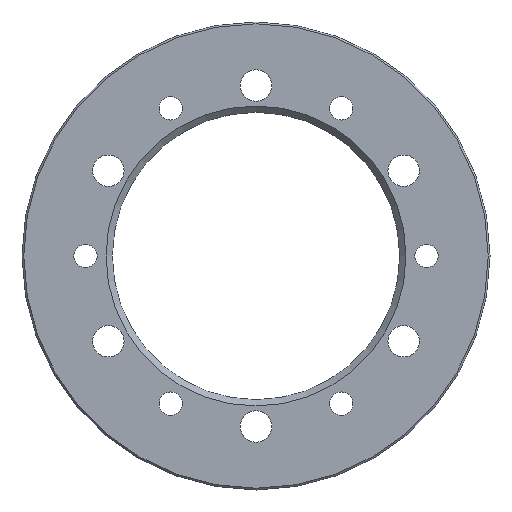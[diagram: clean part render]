
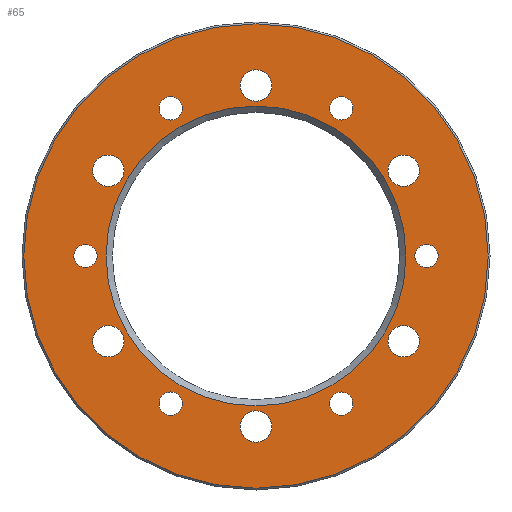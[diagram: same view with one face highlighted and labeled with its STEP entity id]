
A CAD part, left-side view. The second image highlights one B-rep face of the part: STEP entity #65.
In plain terms, the highlighted planar face has unit normal (-1, 0, 0).
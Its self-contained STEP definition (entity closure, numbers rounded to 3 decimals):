
#44=PLANE('',#452);
#65=ADVANCED_FACE('',(#110,#111,#112,#113,#114,#115,#116,#117,#118,#119,
#120,#121,#122,#123),#44,.T.);
#110=FACE_BOUND('',#182,.T.);
#111=FACE_BOUND('',#183,.T.);
#112=FACE_BOUND('',#184,.T.);
#113=FACE_BOUND('',#185,.T.);
#114=FACE_BOUND('',#186,.T.);
#115=FACE_BOUND('',#187,.T.);
#116=FACE_BOUND('',#188,.T.);
#117=FACE_BOUND('',#189,.T.);
#118=FACE_BOUND('',#190,.T.);
#119=FACE_BOUND('',#191,.T.);
#120=FACE_BOUND('',#192,.T.);
#121=FACE_BOUND('',#193,.T.);
#122=FACE_BOUND('',#194,.T.);
#123=FACE_BOUND('',#195,.T.);
#182=EDGE_LOOP('',(#254));
#183=EDGE_LOOP('',(#255));
#184=EDGE_LOOP('',(#256));
#185=EDGE_LOOP('',(#257));
#186=EDGE_LOOP('',(#258));
#187=EDGE_LOOP('',(#259));
#188=EDGE_LOOP('',(#260));
#189=EDGE_LOOP('',(#261));
#190=EDGE_LOOP('',(#262));
#191=EDGE_LOOP('',(#263));
#192=EDGE_LOOP('',(#264));
#193=EDGE_LOOP('',(#265));
#194=EDGE_LOOP('',(#266));
#195=EDGE_LOOP('',(#267));
#254=ORIENTED_EDGE('',*,*,#361,.T.);
#255=ORIENTED_EDGE('',*,*,#362,.T.);
#256=ORIENTED_EDGE('',*,*,#363,.T.);
#257=ORIENTED_EDGE('',*,*,#364,.T.);
#258=ORIENTED_EDGE('',*,*,#365,.T.);
#259=ORIENTED_EDGE('',*,*,#366,.T.);
#260=ORIENTED_EDGE('',*,*,#367,.T.);
#261=ORIENTED_EDGE('',*,*,#368,.T.);
#262=ORIENTED_EDGE('',*,*,#369,.T.);
#263=ORIENTED_EDGE('',*,*,#370,.T.);
#264=ORIENTED_EDGE('',*,*,#371,.T.);
#265=ORIENTED_EDGE('',*,*,#372,.T.);
#266=ORIENTED_EDGE('',*,*,#373,.T.);
#267=ORIENTED_EDGE('',*,*,#374,.T.);
#325=VERTEX_POINT('',#641);
#326=VERTEX_POINT('',#643);
#327=VERTEX_POINT('',#645);
#328=VERTEX_POINT('',#647);
#329=VERTEX_POINT('',#649);
#330=VERTEX_POINT('',#651);
#331=VERTEX_POINT('',#653);
#332=VERTEX_POINT('',#655);
#333=VERTEX_POINT('',#657);
#334=VERTEX_POINT('',#659);
#335=VERTEX_POINT('',#661);
#336=VERTEX_POINT('',#663);
#337=VERTEX_POINT('',#665);
#338=VERTEX_POINT('',#667);
#361=EDGE_CURVE('',#325,#325,#397,.T.);
#362=EDGE_CURVE('',#326,#326,#398,.T.);
#363=EDGE_CURVE('',#327,#327,#399,.T.);
#364=EDGE_CURVE('',#328,#328,#400,.T.);
#365=EDGE_CURVE('',#329,#329,#401,.T.);
#366=EDGE_CURVE('',#330,#330,#402,.T.);
#367=EDGE_CURVE('',#331,#331,#403,.T.);
#368=EDGE_CURVE('',#332,#332,#404,.T.);
#369=EDGE_CURVE('',#333,#333,#405,.T.);
#370=EDGE_CURVE('',#334,#334,#406,.T.);
#371=EDGE_CURVE('',#335,#335,#407,.T.);
#372=EDGE_CURVE('',#336,#336,#408,.T.);
#373=EDGE_CURVE('',#337,#337,#409,.T.);
#374=EDGE_CURVE('',#338,#338,#410,.T.);
#397=CIRCLE('',#438,16.71);
#398=CIRCLE('',#439,25.875);
#399=CIRCLE('',#440,1.3);
#400=CIRCLE('',#441,1.3);
#401=CIRCLE('',#442,1.3);
#402=CIRCLE('',#443,1.3);
#403=CIRCLE('',#444,1.3);
#404=CIRCLE('',#445,1.3);
#405=CIRCLE('',#446,1.75);
#406=CIRCLE('',#447,1.75);
#407=CIRCLE('',#448,1.75);
#408=CIRCLE('',#449,1.75);
#409=CIRCLE('',#450,1.75);
#410=CIRCLE('',#451,1.75);
#438=AXIS2_PLACEMENT_3D('',#640,#523,#524);
#439=AXIS2_PLACEMENT_3D('',#642,#525,#526);
#440=AXIS2_PLACEMENT_3D('',#644,#527,#528);
#441=AXIS2_PLACEMENT_3D('',#646,#529,#530);
#442=AXIS2_PLACEMENT_3D('',#648,#531,#532);
#443=AXIS2_PLACEMENT_3D('',#650,#533,#534);
#444=AXIS2_PLACEMENT_3D('',#652,#535,#536);
#445=AXIS2_PLACEMENT_3D('',#654,#537,#538);
#446=AXIS2_PLACEMENT_3D('',#656,#539,#540);
#447=AXIS2_PLACEMENT_3D('',#658,#541,#542);
#448=AXIS2_PLACEMENT_3D('',#660,#543,#544);
#449=AXIS2_PLACEMENT_3D('',#662,#545,#546);
#450=AXIS2_PLACEMENT_3D('',#664,#547,#548);
#451=AXIS2_PLACEMENT_3D('',#666,#549,#550);
#452=AXIS2_PLACEMENT_3D('',#668,#551,#552);
#523=DIRECTION('',(1.,0.,0.));
#524=DIRECTION('',(0.,0.,1.));
#525=DIRECTION('',(-1.,0.,0.));
#526=DIRECTION('',(0.,0.,1.));
#527=DIRECTION('',(1.,0.,0.));
#528=DIRECTION('',(0.,0.,-1.));
#529=DIRECTION('',(1.,0.,0.));
#530=DIRECTION('',(0.,0.,-1.));
#531=DIRECTION('',(1.,0.,0.));
#532=DIRECTION('',(0.,0.,-1.));
#533=DIRECTION('',(1.,0.,0.));
#534=DIRECTION('',(0.,0.,-1.));
#535=DIRECTION('',(1.,0.,0.));
#536=DIRECTION('',(0.,0.,-1.));
#537=DIRECTION('',(1.,0.,0.));
#538=DIRECTION('',(0.,0.,-1.));
#539=DIRECTION('',(1.,0.,0.));
#540=DIRECTION('',(0.,0.,-1.));
#541=DIRECTION('',(1.,0.,0.));
#542=DIRECTION('',(0.,0.,-1.));
#543=DIRECTION('',(1.,0.,0.));
#544=DIRECTION('',(0.,0.,-1.));
#545=DIRECTION('',(1.,0.,0.));
#546=DIRECTION('',(0.,0.,-1.));
#547=DIRECTION('',(1.,0.,0.));
#548=DIRECTION('',(0.,0.,-1.));
#549=DIRECTION('',(1.,0.,0.));
#550=DIRECTION('',(0.,0.,-1.));
#551=DIRECTION('',(-1.,0.,0.));
#552=DIRECTION('',(0.,0.,1.));
#640=CARTESIAN_POINT('',(0.,0.,0.));
#641=CARTESIAN_POINT('',(0.,0.,16.71));
#642=CARTESIAN_POINT('',(0.,0.,0.));
#643=CARTESIAN_POINT('',(0.,0.,25.875));
#644=CARTESIAN_POINT('',(0.,9.5,16.454));
#645=CARTESIAN_POINT('',(0.,9.5,15.154));
#646=CARTESIAN_POINT('',(0.,19.,0.));
#647=CARTESIAN_POINT('',(0.,19.,-1.3));
#648=CARTESIAN_POINT('',(0.,9.5,-16.454));
#649=CARTESIAN_POINT('',(0.,9.5,-17.754));
#650=CARTESIAN_POINT('',(0.,-9.5,-16.454));
#651=CARTESIAN_POINT('',(0.,-9.5,-17.754));
#652=CARTESIAN_POINT('',(0.,-19.,0.));
#653=CARTESIAN_POINT('',(0.,-19.,-1.3));
#654=CARTESIAN_POINT('',(0.,-9.5,16.454));
#655=CARTESIAN_POINT('',(0.,-9.5,15.154));
#656=CARTESIAN_POINT('',(0.,16.454,9.5));
#657=CARTESIAN_POINT('',(0.,16.454,7.75));
#658=CARTESIAN_POINT('',(0.,16.454,-9.5));
#659=CARTESIAN_POINT('',(0.,16.454,-11.25));
#660=CARTESIAN_POINT('',(0.,0.,-19.));
#661=CARTESIAN_POINT('',(0.,0.,-20.75));
#662=CARTESIAN_POINT('',(0.,-16.454,-9.5));
#663=CARTESIAN_POINT('',(0.,-16.454,-11.25));
#664=CARTESIAN_POINT('',(0.,-16.454,9.5));
#665=CARTESIAN_POINT('',(0.,-16.454,7.75));
#666=CARTESIAN_POINT('',(0.,0.,19.));
#667=CARTESIAN_POINT('',(0.,0.,17.25));
#668=CARTESIAN_POINT('',(0.,16.01,0.));
